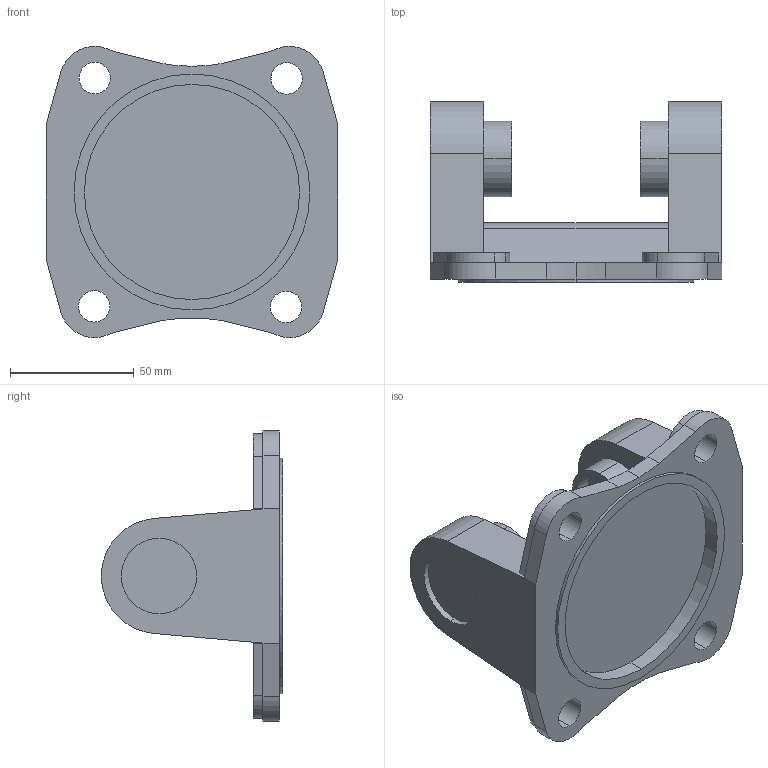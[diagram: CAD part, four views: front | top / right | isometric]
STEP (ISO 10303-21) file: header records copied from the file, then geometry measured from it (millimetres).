
FILE_DESCRIPTION (( 'STEP AP214' ), '1' );
FILE_NAME ('Flange Yoke SAE1505.STEP', '2024-01-25T16:05:54', ( '' ), ( '' ), 'SwSTEP 2.0', 'SolidWorks 2022', '' );
FILE_SCHEMA (( 'AUTOMOTIVE_DESIGN' ));
Length unit declared in the file: inch
Products named in the file (1): Flange Yoke SAE1505
Bounding box: 117.73 x 73.06 x 117.52 mm (x, y, z)
Volume: 231474.5 mm3; surface area: 51893.5 mm2
Topology: 1 solids, 1 shells, 91 faces, 223 edges, 142 vertices
Faces by surface type: cylinder 50, plane 41
Entity records: 2753 total; most frequent: DIRECTION 507, CARTESIAN_POINT 457, ORIENTED_EDGE 446, EDGE_CURVE 223, AXIS2_PLACEMENT_3D 192, VERTEX_POINT 142, VECTOR 123, LINE 123
